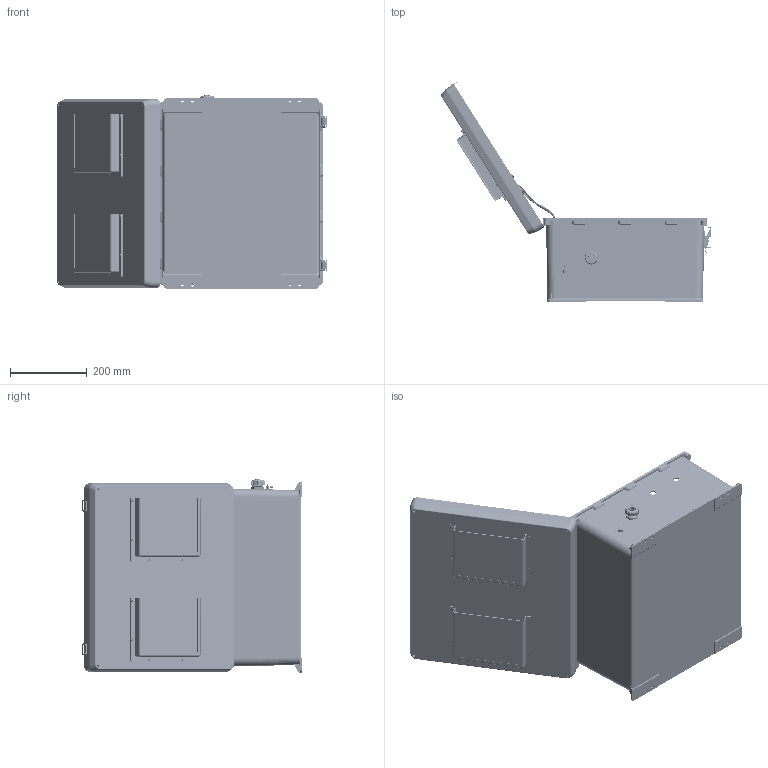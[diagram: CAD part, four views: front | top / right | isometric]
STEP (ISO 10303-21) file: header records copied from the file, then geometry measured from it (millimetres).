
FILE_DESCRIPTION (( 'STEP AP214' ), '1' );
FILE_NAME ('NB181608-2HF_3D.step', '2025-10-06T15:11:00', ( '' ), ( '' ), 'SwSTEP 2.0', 'SolidWorks 2025', '' );
FILE_SCHEMA (( 'AUTOMOTIVE_DESIGN' ));
Length unit declared in the file: inch
Products named in the file (30): XFR-0005; XFS-0026; XF685-01; NEMA 18 GroundWire; MJSCVR; XHIC-HTR220; XM220-01-UL; XCT-0005; FanWires-18; 1AM07-189; XFN-0003; XMH-0007; XFN-0002; Fan Screen-120x120 ALUM; XFS-0017; NB181608-Lid-Vented; XF797-02; XFN-0013; XCTB-0002; XC-0003; NB181608-DoorClasp-2; XFW-0002; XMH-0019; XCT-0010; NB181608-2HF_3D; NB181608-Box; XCT-0011; NB181608-DoorClasp-1; 10-32 NEMA PLATE SCREW; NB181608-Hinge
Assembly tree (70 placements, depth 2):
  NB181608-2HF_3D
    NB181608-Box
    NB181608-Hinge  x2
    NB181608-Lid-Vented
    NB181608-DoorClasp-1  x2
    NB181608-DoorClasp-2  x2
    XF685-01
    XMH-0007  x4
    XCTB-0002
    10-32 NEMA PLATE SCREW  x4
    XFN-0013  x2
    XF797-02
    XFS-0017  x5
    XCT-0011
    XCT-0010
    XFN-0003  x2
    XCT-0005
    XFW-0002
    XFS-0026
    XC-0003
    NEMA 18 GroundWire
    XM220-01-UL  x2
    XFN-0002  x8
    Fan Screen-120x120 ALUM  x2
    XMH-0019  x2
    FanWires-18
    XFR-0005  x12
    XHIC-HTR220  x2
    1AM07-189  x2
    MJSCVR  x4
Bounding box: 703.32 x 571.16 x 502.84 mm (x, y, z)
Volume: 4586276 mm3; surface area: 2655384.3 mm2
Topology: 79 solids, 80 shells, 8022 faces, 20916 edges, 13156 vertices
Faces by surface type: cylinder 3312, plane 2603, cone 1419, torus 378, bspline 290, sphere 20
Entity records: 173175 total; most frequent: CARTESIAN_POINT 62091, ORIENTED_EDGE 23242, DIRECTION 22527, EDGE_CURVE 11621, AXIS2_PLACEMENT_3D 8386, VERTEX_POINT 7338, LINE 5755, VECTOR 5755
